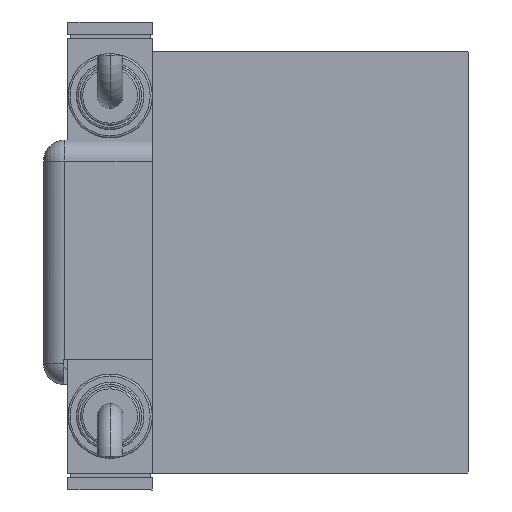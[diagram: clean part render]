
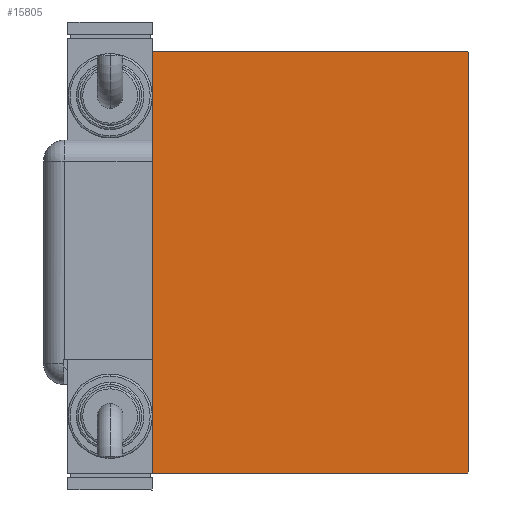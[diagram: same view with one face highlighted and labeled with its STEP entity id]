
A CAD part, left-side view. The second image highlights one B-rep face of the part: STEP entity #15805.
In plain terms, the highlighted face is planar.
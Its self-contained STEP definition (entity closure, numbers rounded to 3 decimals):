
#219 = CARTESIAN_POINT ( 'NONE',  ( 98., -37.2, -50. ) ) ;
#1211 = EDGE_CURVE ( 'NONE', #22364, #17899, #8117, .T. ) ;
#1546 = LINE ( 'NONE', #55847, #33570 ) ;
#1826 = CARTESIAN_POINT ( 'NONE',  ( 98., -43.6, -43.6 ) ) ;
#4053 = DIRECTION ( 'NONE',  ( 0., 0., 1. ) ) ;
#6062 = AXIS2_PLACEMENT_3D ( 'NONE', #56777, #56491, #43126 ) ;
#6424 = ORIENTED_EDGE ( 'NONE', *, *, #39651, .T. ) ;
#6626 = FACE_OUTER_BOUND ( 'NONE', #20606, .T. ) ;
#8117 = LINE ( 'NONE', #17318, #28354 ) ;
#8216 = CARTESIAN_POINT ( 'NONE',  ( 98., 37.5, -50. ) ) ;
#8871 = CARTESIAN_POINT ( 'NONE',  ( 98., -37.5, -50. ) ) ;
#9315 = EDGE_CURVE ( 'NONE', #19734, #13650, #50696, .T. ) ;
#10039 = DIRECTION ( 'NONE',  ( 0., 1., 0. ) ) ;
#10175 = EDGE_CURVE ( 'NONE', #25116, #31259, #39378, .T. ) ;
#10719 = ORIENTED_EDGE ( 'NONE', *, *, #9315, .T. ) ;
#11624 = ORIENTED_EDGE ( 'NONE', *, *, #18614, .T. ) ;
#11715 = ORIENTED_EDGE ( 'NONE', *, *, #43394, .T. ) ;
#11745 = CARTESIAN_POINT ( 'NONE',  ( 98., -37.2, 50. ) ) ;
#12785 = EDGE_CURVE ( 'NONE', #16452, #22364, #1546, .T. ) ;
#13080 = CARTESIAN_POINT ( 'NONE',  ( 98., 37.5, -49.7 ) ) ;
#13650 = VERTEX_POINT ( 'NONE', #54338 ) ;
#14718 = EDGE_CURVE ( 'NONE', #17899, #19734, #30506, .T. ) ;
#15184 = DIRECTION ( 'NONE',  ( 0., -0.707, -0.707 ) ) ;
#15501 = ORIENTED_EDGE ( 'NONE', *, *, #1211, .T. ) ;
#15805 = ADVANCED_FACE ( 'NONE', ( #6626 ), #37789, .T. ) ;
#16452 = VERTEX_POINT ( 'NONE', #11745 ) ;
#17318 = CARTESIAN_POINT ( 'NONE',  ( 98., -37.5, 50. ) ) ;
#17899 = VERTEX_POINT ( 'NONE', #48485 ) ;
#18614 = EDGE_CURVE ( 'NONE', #13650, #25116, #27265, .T. ) ;
#19633 = CARTESIAN_POINT ( 'NONE',  ( 98., 37.5, 49.7 ) ) ;
#19734 = VERTEX_POINT ( 'NONE', #219 ) ;
#19923 = DIRECTION ( 'NONE',  ( 0., 0.707, -0.707 ) ) ;
#20606 = EDGE_LOOP ( 'NONE', ( #10719, #11624, #34482, #11715, #6424, #30018, #15501, #32519 ) ) ;
#21081 = VERTEX_POINT ( 'NONE', #41587 ) ;
#21933 = CARTESIAN_POINT ( 'NONE',  ( 98., 43.6, 43.6 ) ) ;
#22364 = VERTEX_POINT ( 'NONE', #32335 ) ;
#24189 = DIRECTION ( 'NONE',  ( 0., 0.707, 0.707 ) ) ;
#25116 = VERTEX_POINT ( 'NONE', #13080 ) ;
#26213 = DIRECTION ( 'NONE',  ( 0., 0., -1. ) ) ;
#27265 = LINE ( 'NONE', #40613, #44015 ) ;
#28318 = CARTESIAN_POINT ( 'NONE',  ( 98., 37.5, 50. ) ) ;
#28354 = VECTOR ( 'NONE', #26213, 1000. ) ;
#30018 = ORIENTED_EDGE ( 'NONE', *, *, #12785, .T. ) ;
#30506 = LINE ( 'NONE', #1826, #30630 ) ;
#30630 = VECTOR ( 'NONE', #19923, 1000. ) ;
#31259 = VERTEX_POINT ( 'NONE', #19633 ) ;
#32335 = CARTESIAN_POINT ( 'NONE',  ( 98., -37.5, 49.7 ) ) ;
#32519 = ORIENTED_EDGE ( 'NONE', *, *, #14718, .T. ) ;
#33570 = VECTOR ( 'NONE', #15184, 1000. ) ;
#34482 = ORIENTED_EDGE ( 'NONE', *, *, #10175, .T. ) ;
#35294 = LINE ( 'NONE', #21933, #38803 ) ;
#35586 = DIRECTION ( 'NONE',  ( 0., -0.707, 0.707 ) ) ;
#37249 = VECTOR ( 'NONE', #4053, 1000. ) ;
#37789 = PLANE ( 'NONE',  #6062 ) ;
#38803 = VECTOR ( 'NONE', #35586, 1000. ) ;
#39378 = LINE ( 'NONE', #8216, #37249 ) ;
#39651 = EDGE_CURVE ( 'NONE', #21081, #16452, #51752, .T. ) ;
#40613 = CARTESIAN_POINT ( 'NONE',  ( 98., 43.6, -43.6 ) ) ;
#41518 = VECTOR ( 'NONE', #51164, 1000. ) ;
#41587 = CARTESIAN_POINT ( 'NONE',  ( 98., 37.2, 50. ) ) ;
#43126 = DIRECTION ( 'NONE',  ( 0., 0., -1. ) ) ;
#43394 = EDGE_CURVE ( 'NONE', #31259, #21081, #35294, .T. ) ;
#44015 = VECTOR ( 'NONE', #24189, 1000. ) ;
#48485 = CARTESIAN_POINT ( 'NONE',  ( 98., -37.5, -49.7 ) ) ;
#50696 = LINE ( 'NONE', #8871, #57114 ) ;
#51164 = DIRECTION ( 'NONE',  ( 0., -1., 0. ) ) ;
#51752 = LINE ( 'NONE', #28318, #41518 ) ;
#54338 = CARTESIAN_POINT ( 'NONE',  ( 98., 37.2, -50. ) ) ;
#55847 = CARTESIAN_POINT ( 'NONE',  ( 98., -43.6, 43.6 ) ) ;
#56491 = DIRECTION ( 'NONE',  ( 1., 0., 0. ) ) ;
#56777 = CARTESIAN_POINT ( 'NONE',  ( 98., 0., 0. ) ) ;
#57114 = VECTOR ( 'NONE', #10039, 1000. ) ;
